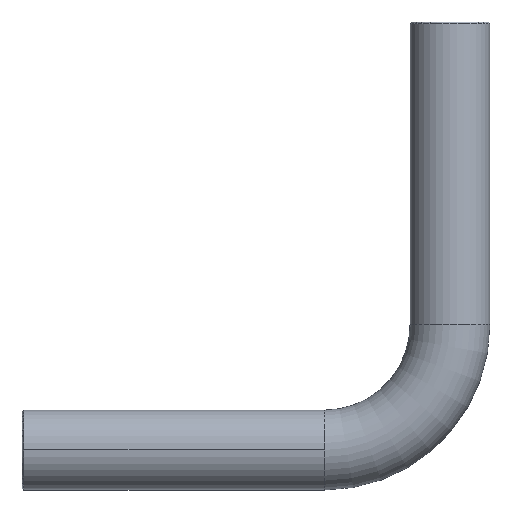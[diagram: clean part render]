
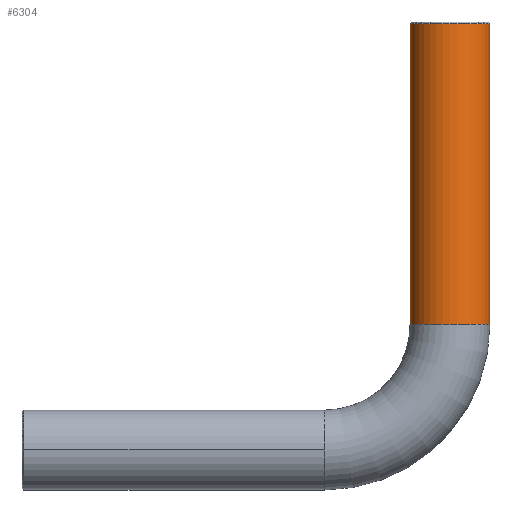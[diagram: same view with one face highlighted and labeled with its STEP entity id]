
A CAD part, top view. The second image highlights one B-rep face of the part: STEP entity #6304.
In plain terms, the highlighted cylindrical face has radius 7 mm (diameter 14 mm), a partial arc.
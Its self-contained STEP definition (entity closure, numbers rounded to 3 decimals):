
#79 = ORIENTED_EDGE ( 'NONE', *, *, #6715, .T. ) ;
#372 = EDGE_LOOP ( 'NONE', ( #1935, #79, #9082, #2531, #12229 ) ) ;
#388 = VERTEX_POINT ( 'NONE', #10568 ) ;
#696 = CIRCLE ( 'NONE', #13620, 7. ) ;
#1228 = VECTOR ( 'NONE', #12223, 1000. ) ;
#1282 = AXIS2_PLACEMENT_3D ( 'NONE', #7032, #15407, #6375 ) ;
#1499 = CARTESIAN_POINT ( 'NONE',  ( 82., 22., 0. ) ) ;
#1620 = DIRECTION ( 'NONE',  ( 0., 1., 0. ) ) ;
#1935 = ORIENTED_EDGE ( 'NONE', *, *, #4546, .T. ) ;
#2217 = AXIS2_PLACEMENT_3D ( 'NONE', #7624, #11227, #9982 ) ;
#2531 = ORIENTED_EDGE ( 'NONE', *, *, #3754, .T. ) ;
#3168 = VERTEX_POINT ( 'NONE', #10500 ) ;
#3570 = CARTESIAN_POINT ( 'NONE',  ( 75., 74.7, 7. ) ) ;
#3754 = EDGE_CURVE ( 'NONE', #14405, #14014, #696, .T. ) ;
#4172 = DIRECTION ( 'NONE',  ( 0., 0., 1. ) ) ;
#4546 = EDGE_CURVE ( 'NONE', #15325, #388, #6543, .T. ) ;
#5149 = CARTESIAN_POINT ( 'NONE',  ( 75., 22., 0. ) ) ;
#6040 = AXIS2_PLACEMENT_3D ( 'NONE', #5149, #1620, #13498 ) ;
#6304 = ADVANCED_FACE ( 'NONE', ( #7415 ), #8165, .T. ) ;
#6375 = DIRECTION ( 'NONE',  ( 0., 0., -1. ) ) ;
#6500 = LINE ( 'NONE', #1499, #1228 ) ;
#6543 = CIRCLE ( 'NONE', #1282, 7. ) ;
#6715 = EDGE_CURVE ( 'NONE', #388, #3168, #6500, .T. ) ;
#7032 = CARTESIAN_POINT ( 'NONE',  ( 75., 22., 0. ) ) ;
#7214 = CIRCLE ( 'NONE', #2217, 7. ) ;
#7415 = FACE_OUTER_BOUND ( 'NONE', #372, .T. ) ;
#7624 = CARTESIAN_POINT ( 'NONE',  ( 75., 74.7, 0. ) ) ;
#7637 = CARTESIAN_POINT ( 'NONE',  ( 68., 22., 0. ) ) ;
#7689 = EDGE_CURVE ( 'NONE', #3168, #14405, #7214, .T. ) ;
#8165 = CYLINDRICAL_SURFACE ( 'NONE', #6040, 7. ) ;
#8293 = EDGE_CURVE ( 'NONE', #15325, #14014, #13377, .T. ) ;
#9082 = ORIENTED_EDGE ( 'NONE', *, *, #7689, .T. ) ;
#9982 = DIRECTION ( 'NONE',  ( 0., 0., 1. ) ) ;
#10500 = CARTESIAN_POINT ( 'NONE',  ( 82., 74.7, 0. ) ) ;
#10568 = CARTESIAN_POINT ( 'NONE',  ( 82., 22., 0. ) ) ;
#11227 = DIRECTION ( 'NONE',  ( 0., -1., 0. ) ) ;
#12203 = CARTESIAN_POINT ( 'NONE',  ( 75., 74.7, 0. ) ) ;
#12223 = DIRECTION ( 'NONE',  ( 0., 1., 0. ) ) ;
#12229 = ORIENTED_EDGE ( 'NONE', *, *, #8293, .F. ) ;
#12243 = VECTOR ( 'NONE', #15472, 1000. ) ;
#13095 = CARTESIAN_POINT ( 'NONE',  ( 68., 22., 0. ) ) ;
#13377 = LINE ( 'NONE', #13095, #12243 ) ;
#13498 = DIRECTION ( 'NONE',  ( -1., 0., 0. ) ) ;
#13618 = CARTESIAN_POINT ( 'NONE',  ( 68., 74.7, 0. ) ) ;
#13620 = AXIS2_PLACEMENT_3D ( 'NONE', #12203, #14678, #4172 ) ;
#14014 = VERTEX_POINT ( 'NONE', #13618 ) ;
#14405 = VERTEX_POINT ( 'NONE', #3570 ) ;
#14678 = DIRECTION ( 'NONE',  ( 0., -1., 0. ) ) ;
#15325 = VERTEX_POINT ( 'NONE', #7637 ) ;
#15407 = DIRECTION ( 'NONE',  ( 0., 1., 0. ) ) ;
#15472 = DIRECTION ( 'NONE',  ( 0., 1., 0. ) ) ;
